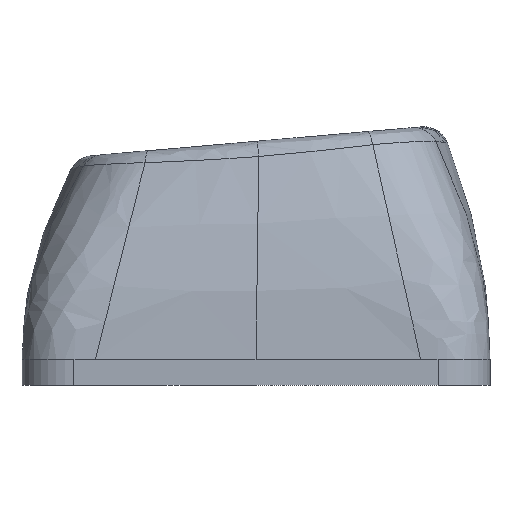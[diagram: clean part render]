
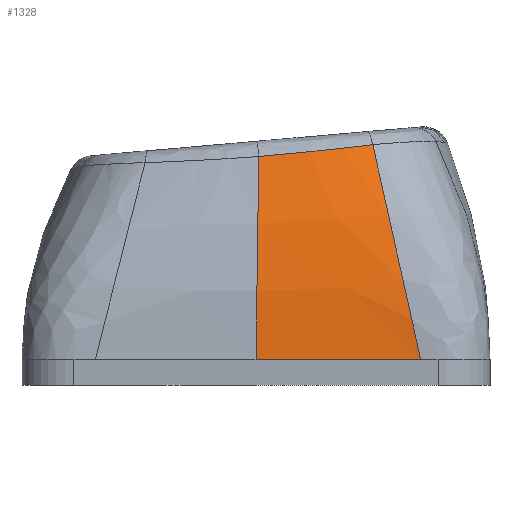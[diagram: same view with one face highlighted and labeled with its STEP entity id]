
A CAD part, left-side view. The second image highlights one B-rep face of the part: STEP entity #1328.
In plain terms, the highlighted free-form (B-spline) face has degree [3, 3] with [5, 4] control points.
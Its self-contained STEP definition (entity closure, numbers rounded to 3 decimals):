
#106=LINE('',#4835,#187);
#187=VECTOR('',#1541,10.);
#270=FACE_OUTER_BOUND('',#343,.T.);
#343=EDGE_LOOP('',(#1141,#1142,#1143,#1144,#1145,#1146));
#396=B_SPLINE_CURVE_WITH_KNOTS('',3,(#3438,#3439,#3440,#3441),
 .UNSPECIFIED.,.F.,.F.,(4,4),(-0.002,-0.001),
 .UNSPECIFIED.);
#401=B_SPLINE_CURVE_WITH_KNOTS('',3,(#3555,#3556,#3557,#3558),
 .UNSPECIFIED.,.F.,.F.,(4,4),(0.,0.425),
 .UNSPECIFIED.);
#405=B_SPLINE_CURVE_WITH_KNOTS('',3,(#3605,#3606,#3607,#3608),
 .UNSPECIFIED.,.F.,.F.,(4,4),(0.,0.),.UNSPECIFIED.);
#459=B_SPLINE_CURVE_WITH_KNOTS('',3,(#4810,#4811,#4812,#4813),
 .UNSPECIFIED.,.F.,.F.,(4,4),(0.071,1.),.UNSPECIFIED.);
#460=B_SPLINE_CURVE_WITH_KNOTS('',3,(#4836,#4837,#4838,#4839),
 .UNSPECIFIED.,.F.,.F.,(4,4),(0.059,1.),.UNSPECIFIED.);
#548=VERTEX_POINT('',#3432);
#549=VERTEX_POINT('',#3437);
#553=VERTEX_POINT('',#3553);
#554=VERTEX_POINT('',#3554);
#605=VERTEX_POINT('',#4808);
#606=VERTEX_POINT('',#4834);
#720=EDGE_CURVE('',#548,#549,#396,.T.);
#725=EDGE_CURVE('',#553,#554,#401,.T.);
#729=EDGE_CURVE('',#553,#549,#405,.T.);
#799=EDGE_CURVE('',#548,#605,#459,.T.);
#800=EDGE_CURVE('',#605,#606,#106,.T.);
#801=EDGE_CURVE('',#554,#606,#460,.T.);
#1141=ORIENTED_EDGE('',*,*,#725,.F.);
#1142=ORIENTED_EDGE('',*,*,#729,.T.);
#1143=ORIENTED_EDGE('',*,*,#720,.F.);
#1144=ORIENTED_EDGE('',*,*,#799,.T.);
#1145=ORIENTED_EDGE('',*,*,#800,.T.);
#1146=ORIENTED_EDGE('',*,*,#801,.F.);
#1266=B_SPLINE_SURFACE_WITH_KNOTS('',3,3,((#4814,#4815,#4816,#4817),(#4818,
#4819,#4820,#4821),(#4822,#4823,#4824,#4825),(#4826,#4827,#4828,#4829),
(#4830,#4831,#4832,#4833)),.UNSPECIFIED.,.F.,.F.,.F.,(4,1,4),(4,4),(0.,
0.571,1.),(0.059,1.),.UNSPECIFIED.);
#1328=ADVANCED_FACE('',(#270),#1266,.F.);
#1541=DIRECTION('',(0.,-1.,0.));
#3432=CARTESIAN_POINT('',(-7.275,-0.106,8.797));
#3437=CARTESIAN_POINT('',(-7.274,-0.106,8.799));
#3438=CARTESIAN_POINT('Ctrl Pts',(-7.275,-0.106,
8.797));
#3439=CARTESIAN_POINT('Ctrl Pts',(-7.274,-0.106,
8.798));
#3440=CARTESIAN_POINT('Ctrl Pts',(-7.274,-0.106,
8.798));
#3441=CARTESIAN_POINT('Ctrl Pts',(-7.274,-0.106,8.799));
#3553=CARTESIAN_POINT('',(-7.274,-0.106,8.799));
#3554=CARTESIAN_POINT('',(-6.805,-4.492,9.251));
#3555=CARTESIAN_POINT('Ctrl Pts',(-7.274,-0.106,
8.799));
#3556=CARTESIAN_POINT('Ctrl Pts',(-7.288,-1.584,8.926));
#3557=CARTESIAN_POINT('Ctrl Pts',(-7.131,-3.061,9.079));
#3558=CARTESIAN_POINT('Ctrl Pts',(-6.805,-4.492,9.251));
#3605=CARTESIAN_POINT('Ctrl Pts',(-7.274,-0.106,
8.799));
#3606=CARTESIAN_POINT('Ctrl Pts',(-7.274,-0.106,
8.799));
#3607=CARTESIAN_POINT('Ctrl Pts',(-7.274,-0.106,
8.799));
#3608=CARTESIAN_POINT('Ctrl Pts',(-7.274,-0.106,
8.799));
#4808=CARTESIAN_POINT('',(-9.,0.,1.));
#4810=CARTESIAN_POINT('Ctrl Pts',(-7.275,-0.106,8.797));
#4811=CARTESIAN_POINT('Ctrl Pts',(-8.425,-0.071,6.208));
#4812=CARTESIAN_POINT('Ctrl Pts',(-9.,-0.036,
3.671));
#4813=CARTESIAN_POINT('Ctrl Pts',(-9.,0.,
1.));
#4814=CARTESIAN_POINT('Ctrl Pts',(-7.229,-0.107,
8.9));
#4815=CARTESIAN_POINT('Ctrl Pts',(-8.41,-0.071,6.275));
#4816=CARTESIAN_POINT('Ctrl Pts',(-9.,-0.037,
3.707));
#4817=CARTESIAN_POINT('Ctrl Pts',(-9.,0.,
1.));
#4818=CARTESIAN_POINT('Ctrl Pts',(-7.238,-0.947,
8.967));
#4819=CARTESIAN_POINT('Ctrl Pts',(-8.439,-1.023,6.32));
#4820=CARTESIAN_POINT('Ctrl Pts',(-9.,-1.096,3.729));
#4821=CARTESIAN_POINT('Ctrl Pts',(-9.,-1.177,1.));
#4822=CARTESIAN_POINT('Ctrl Pts',(-7.151,-2.611,9.101));
#4823=CARTESIAN_POINT('Ctrl Pts',(-8.434,-2.921,6.41));
#4824=CARTESIAN_POINT('Ctrl Pts',(-9.,-3.16,3.788));
#4825=CARTESIAN_POINT('Ctrl Pts',(-9.,-3.568,1.));
#4826=CARTESIAN_POINT('Ctrl Pts',(-6.903,-4.015,9.213));
#4827=CARTESIAN_POINT('Ctrl Pts',(-8.312,-4.546,6.487));
#4828=CARTESIAN_POINT('Ctrl Pts',(-9.,-5.017,3.839));
#4829=CARTESIAN_POINT('Ctrl Pts',(-9.,-5.633,1.));
#4830=CARTESIAN_POINT('Ctrl Pts',(-6.805,-4.492,9.251));
#4831=CARTESIAN_POINT('Ctrl Pts',(-8.268,-5.103,6.512));
#4832=CARTESIAN_POINT('Ctrl Pts',(-9.,-5.697,3.853));
#4833=CARTESIAN_POINT('Ctrl Pts',(-9.,-6.333,1.));
#4834=CARTESIAN_POINT('',(-9.,-6.333,1.));
#4835=CARTESIAN_POINT('',(-9.,-9.,1.));
#4836=CARTESIAN_POINT('Ctrl Pts',(-6.805,-4.492,9.251));
#4837=CARTESIAN_POINT('Ctrl Pts',(-8.268,-5.103,6.512));
#4838=CARTESIAN_POINT('Ctrl Pts',(-9.,-5.697,3.853));
#4839=CARTESIAN_POINT('Ctrl Pts',(-9.,-6.333,1.));
